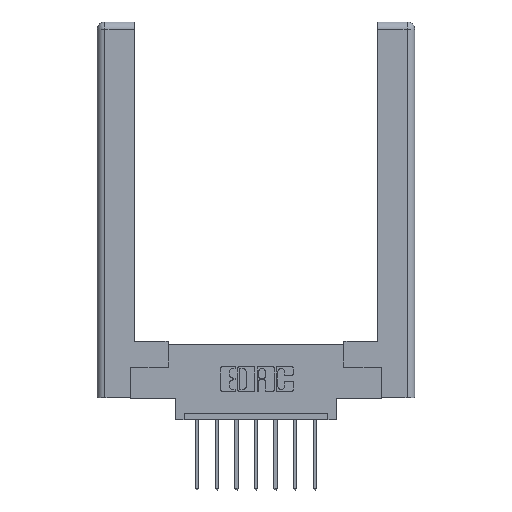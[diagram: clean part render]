
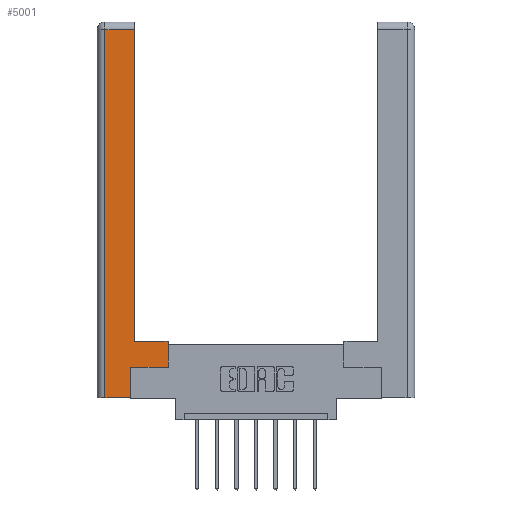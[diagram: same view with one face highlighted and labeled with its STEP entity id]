
A CAD part, top view. The second image highlights one B-rep face of the part: STEP entity #5001.
In plain terms, the highlighted planar face has unit normal (0, 0, 1).
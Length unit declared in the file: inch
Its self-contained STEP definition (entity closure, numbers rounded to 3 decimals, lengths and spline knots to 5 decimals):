
#170 = ORIENTED_EDGE ( 'NONE', *, *, #10592, .T. ) ;
#209 = CARTESIAN_POINT ( 'NONE',  ( 0.565, 0.245, 0. ) ) ;
#463 = EDGE_LOOP ( 'NONE', ( #3927, #11625, #1854, #170, #3413, #12406, #6421, #11394 ) ) ;
#475 = EDGE_CURVE ( 'NONE', #7213, #9462, #10517, .T. ) ;
#664 = CARTESIAN_POINT ( 'NONE',  ( 0.295, 2.94, 0. ) ) ;
#738 = DIRECTION ( 'NONE',  ( 0., 1., 0. ) ) ;
#947 = LINE ( 'NONE', #1565, #8352 ) ;
#1019 = VERTEX_POINT ( 'NONE', #1290 ) ;
#1043 = DIRECTION ( 'NONE',  ( 0., -1., 0. ) ) ;
#1127 = CARTESIAN_POINT ( 'NONE',  ( 0.265, 0., 0. ) ) ;
#1271 = LINE ( 'NONE', #5995, #3247 ) ;
#1290 = CARTESIAN_POINT ( 'NONE',  ( 0.565, 0.245, 0. ) ) ;
#1565 = CARTESIAN_POINT ( 'NONE',  ( 0.265, 0., 0. ) ) ;
#1596 = CARTESIAN_POINT ( 'NONE',  ( 0.295, 0.45, 0. ) ) ;
#1793 = DIRECTION ( 'NONE',  ( -1., 0., 0. ) ) ;
#1854 = ORIENTED_EDGE ( 'NONE', *, *, #8718, .T. ) ;
#2185 = VECTOR ( 'NONE', #1793, 39.37008 ) ;
#2366 = DIRECTION ( 'NONE',  ( 0., 1., 0. ) ) ;
#2565 = VECTOR ( 'NONE', #1043, 39.37008 ) ;
#3247 = VECTOR ( 'NONE', #9290, 39.37008 ) ;
#3295 = VERTEX_POINT ( 'NONE', #11505 ) ;
#3413 = ORIENTED_EDGE ( 'NONE', *, *, #475, .T. ) ;
#3468 = CARTESIAN_POINT ( 'NONE',  ( 0.295, 0.45, 0. ) ) ;
#3861 = LINE ( 'NONE', #8512, #2185 ) ;
#3927 = ORIENTED_EDGE ( 'NONE', *, *, #9467, .T. ) ;
#4248 = VERTEX_POINT ( 'NONE', #664 ) ;
#4302 = PLANE ( 'NONE',  #5314 ) ;
#4477 = LINE ( 'NONE', #8141, #11895 ) ;
#4668 = VERTEX_POINT ( 'NONE', #3468 ) ;
#5001 = ADVANCED_FACE ( 'NONE', ( #12038 ), #4302, .F. ) ;
#5131 = LINE ( 'NONE', #5936, #2565 ) ;
#5184 = DIRECTION ( 'NONE',  ( -1., 0., 0. ) ) ;
#5314 = AXIS2_PLACEMENT_3D ( 'NONE', #11996, #8215, #5184 ) ;
#5398 = VERTEX_POINT ( 'NONE', #11234 ) ;
#5936 = CARTESIAN_POINT ( 'NONE',  ( 0.0615, 0., 0. ) ) ;
#5995 = CARTESIAN_POINT ( 'NONE',  ( 0.295, 3., 0. ) ) ;
#6421 = ORIENTED_EDGE ( 'NONE', *, *, #9503, .T. ) ;
#6813 = VECTOR ( 'NONE', #10869, 39.37008 ) ;
#7154 = EDGE_CURVE ( 'NONE', #9462, #1019, #10773, .T. ) ;
#7213 = VERTEX_POINT ( 'NONE', #1127 ) ;
#7314 = VECTOR ( 'NONE', #8435, 39.37008 ) ;
#8031 = CARTESIAN_POINT ( 'NONE',  ( 0.265, 0.245, 0. ) ) ;
#8141 = CARTESIAN_POINT ( 'NONE',  ( 0.565, 0.45, 0. ) ) ;
#8215 = DIRECTION ( 'NONE',  ( 0., 0., -1. ) ) ;
#8352 = VECTOR ( 'NONE', #12273, 39.37008 ) ;
#8435 = DIRECTION ( 'NONE',  ( -1., 0., 0. ) ) ;
#8469 = CARTESIAN_POINT ( 'NONE',  ( 0.265, 0.245, 0. ) ) ;
#8512 = CARTESIAN_POINT ( 'NONE',  ( 0.0615, 2.94, 0. ) ) ;
#8718 = EDGE_CURVE ( 'NONE', #3295, #11758, #5131, .T. ) ;
#9142 = VECTOR ( 'NONE', #738, 39.37008 ) ;
#9290 = DIRECTION ( 'NONE',  ( 0., 1., 0. ) ) ;
#9462 = VERTEX_POINT ( 'NONE', #8031 ) ;
#9467 = EDGE_CURVE ( 'NONE', #4668, #4248, #1271, .T. ) ;
#9503 = EDGE_CURVE ( 'NONE', #1019, #5398, #4477, .T. ) ;
#9805 = EDGE_CURVE ( 'NONE', #5398, #4668, #12179, .T. ) ;
#9860 = CARTESIAN_POINT ( 'NONE',  ( 0.0615, 0., 0. ) ) ;
#10517 = LINE ( 'NONE', #8469, #9142 ) ;
#10592 = EDGE_CURVE ( 'NONE', #11758, #7213, #947, .T. ) ;
#10773 = LINE ( 'NONE', #209, #6813 ) ;
#10869 = DIRECTION ( 'NONE',  ( 1., 0., 0. ) ) ;
#11234 = CARTESIAN_POINT ( 'NONE',  ( 0.565, 0.45, 0. ) ) ;
#11394 = ORIENTED_EDGE ( 'NONE', *, *, #9805, .T. ) ;
#11505 = CARTESIAN_POINT ( 'NONE',  ( 0.0615, 2.94, 0. ) ) ;
#11625 = ORIENTED_EDGE ( 'NONE', *, *, #12181, .T. ) ;
#11758 = VERTEX_POINT ( 'NONE', #9860 ) ;
#11895 = VECTOR ( 'NONE', #2366, 39.37008 ) ;
#11996 = CARTESIAN_POINT ( 'NONE',  ( 0., 0., 0. ) ) ;
#12038 = FACE_OUTER_BOUND ( 'NONE', #463, .T. ) ;
#12179 = LINE ( 'NONE', #1596, #7314 ) ;
#12181 = EDGE_CURVE ( 'NONE', #4248, #3295, #3861, .T. ) ;
#12273 = DIRECTION ( 'NONE',  ( 1., 0., 0. ) ) ;
#12406 = ORIENTED_EDGE ( 'NONE', *, *, #7154, .T. ) ;
